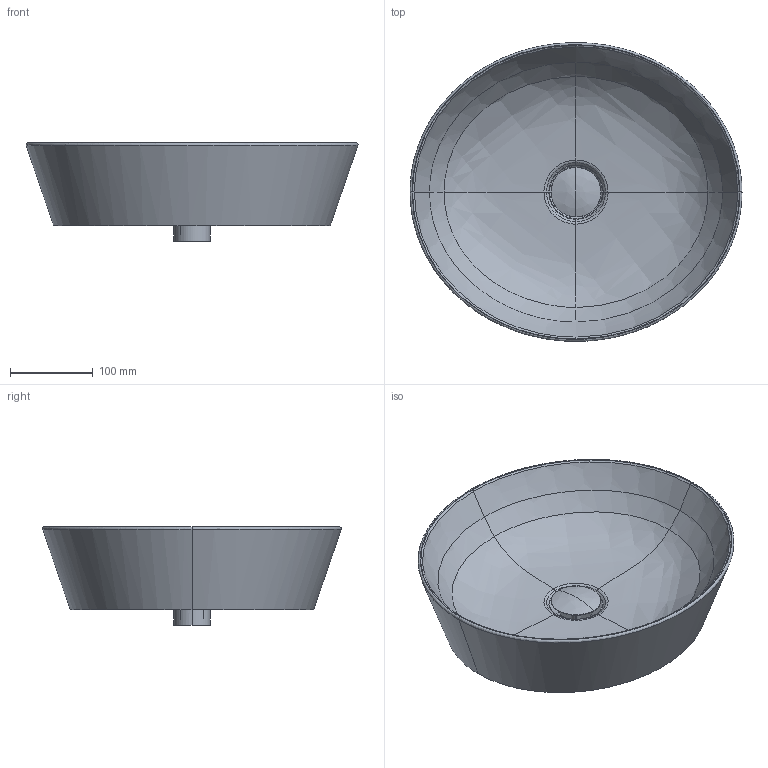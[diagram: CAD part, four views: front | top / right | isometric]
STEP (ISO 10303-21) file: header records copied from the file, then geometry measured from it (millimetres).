
FILE_DESCRIPTION(/* description */ (''),/* implementation_level */ '2;1');
FILE_NAME(/* name */ '232840',/* time_stamp */ '2018-10-17T14:48:33+02:00',/* author */ (''),/* organization */ (''),/* preprocessor_version */ 'ST-DEVELOPER v15',/* originating_system */ '',/* authorisation */ '');
FILE_SCHEMA (('AUTOMOTIVE_DESIGN'));
Length unit declared in the file: millimetre
Products named in the file (1): Document
Bounding box: 400.49 x 360.43 x 118.68 mm (x, y, z)
Volume: 2904142.9 mm3; surface area: 372288.3 mm2
Topology: 3 solids, 3 shells, 110 faces, 263 edges, 162 vertices
Faces by surface type: bspline 110
Entity records: 52892 total; most frequent: CARTESIAN_POINT 49513, B_SPLINE_CURVE_WITH_KNOTS 676, ORIENTED_EDGE 522, PCURVE 522, DEFINITIONAL_REPRESENTATION 522, SURFACE_CURVE 261, EDGE_CURVE 261, VERTEX_POINT 162
